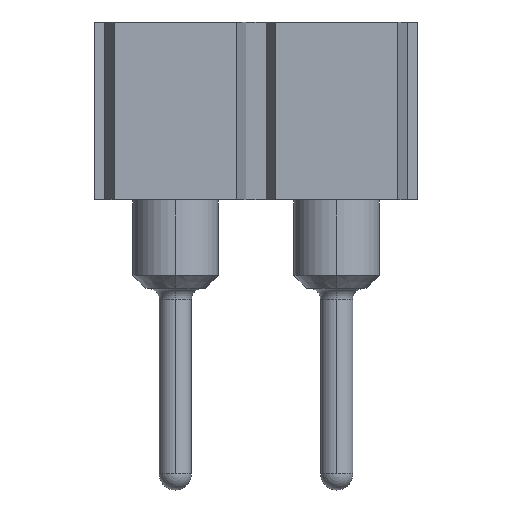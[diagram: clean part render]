
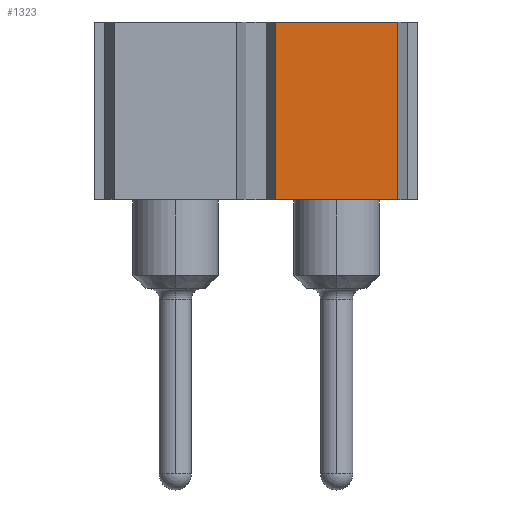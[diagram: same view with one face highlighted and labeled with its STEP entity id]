
A CAD part, top view. The second image highlights one B-rep face of the part: STEP entity #1323.
In plain terms, the highlighted planar face has unit normal (0, 0, 1).
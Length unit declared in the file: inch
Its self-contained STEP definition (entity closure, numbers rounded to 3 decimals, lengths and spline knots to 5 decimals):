
#64 = VERTEX_POINT ( 'NONE', #133 ) ;
#133 = CARTESIAN_POINT ( 'NONE',  ( 0.17593, -0.11, 0. ) ) ;
#187 = CARTESIAN_POINT ( 'NONE',  ( 0.17593, 0., 0. ) ) ;
#222 = DIRECTION ( 'NONE',  ( 1., 0., 0. ) ) ;
#272 = CARTESIAN_POINT ( 'NONE',  ( 0.1, 0., 0. ) ) ;
#286 = VERTEX_POINT ( 'NONE', #1263 ) ;
#316 = VERTEX_POINT ( 'NONE', #187 ) ;
#329 = DIRECTION ( 'NONE',  ( 1., 0., 0. ) ) ;
#450 = ORIENTED_EDGE ( 'NONE', *, *, #758, .F. ) ;
#477 = LINE ( 'NONE', #983, #1083 ) ;
#605 = LINE ( 'NONE', #1274, #1521 ) ;
#650 = CARTESIAN_POINT ( 'NONE',  ( 0.1, -0.11, 0. ) ) ;
#753 = EDGE_CURVE ( 'NONE', #865, #316, #477, .T. ) ;
#756 = EDGE_CURVE ( 'NONE', #64, #316, #605, .T. ) ;
#757 = EDGE_CURVE ( 'NONE', #286, #64, #1455, .T. ) ;
#758 = EDGE_CURVE ( 'NONE', #286, #865, #1498, .T. ) ;
#865 = VERTEX_POINT ( 'NONE', #272 ) ;
#916 = DIRECTION ( 'NONE',  ( 0., 1., 0. ) ) ;
#922 = DIRECTION ( 'NONE',  ( 1., 0., 0. ) ) ;
#979 = ORIENTED_EDGE ( 'NONE', *, *, #753, .F. ) ;
#983 = CARTESIAN_POINT ( 'NONE',  ( 0., 0., 0. ) ) ;
#1046 = EDGE_LOOP ( 'NONE', ( #450, #1216, #1639, #979 ) ) ;
#1083 = VECTOR ( 'NONE', #329, 39.37008 ) ;
#1107 = VECTOR ( 'NONE', #1250, 39.37008 ) ;
#1111 = PLANE ( 'NONE',  #1307 ) ;
#1202 = CARTESIAN_POINT ( 'NONE',  ( 0., -0.11, 0. ) ) ;
#1216 = ORIENTED_EDGE ( 'NONE', *, *, #757, .T. ) ;
#1245 = VECTOR ( 'NONE', #922, 39.37008 ) ;
#1250 = DIRECTION ( 'NONE',  ( 0., 1., 0. ) ) ;
#1263 = CARTESIAN_POINT ( 'NONE',  ( 0.1, -0.11, 0. ) ) ;
#1274 = CARTESIAN_POINT ( 'NONE',  ( 0.17593, -0.11, 0. ) ) ;
#1287 = FACE_OUTER_BOUND ( 'NONE', #1046, .T. ) ;
#1307 = AXIS2_PLACEMENT_3D ( 'NONE', #1202, #1479, #222 ) ;
#1323 = ADVANCED_FACE ( 'NONE', ( #1287 ), #1111, .T. ) ;
#1455 = LINE ( 'NONE', #1546, #1245 ) ;
#1479 = DIRECTION ( 'NONE',  ( 0., 0., 1. ) ) ;
#1498 = LINE ( 'NONE', #650, #1107 ) ;
#1521 = VECTOR ( 'NONE', #916, 39.37008 ) ;
#1546 = CARTESIAN_POINT ( 'NONE',  ( 0., -0.11, 0. ) ) ;
#1639 = ORIENTED_EDGE ( 'NONE', *, *, #756, .T. ) ;
